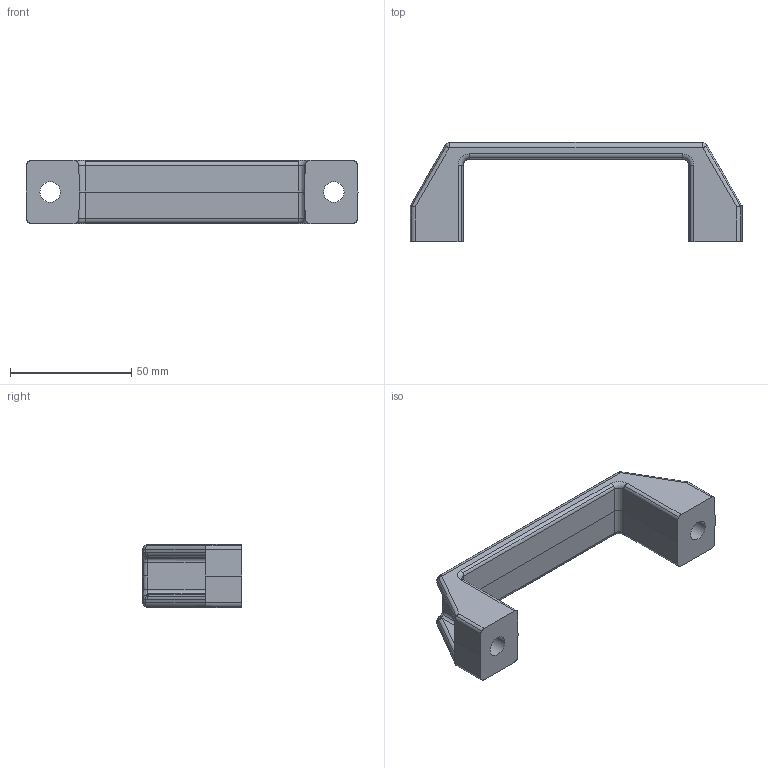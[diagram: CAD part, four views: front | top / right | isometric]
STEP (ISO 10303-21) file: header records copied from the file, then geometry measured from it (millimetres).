
FILE_DESCRIPTION(('STEP AP214'),'1');
FILE_NAME(' ',' ',('TraceParts'),('TraceParts S.A.'),'XStep 1.0',' ',' ');
FILE_SCHEMA(('automotive_design'));
Length unit declared in the file: millimetre
Products named in the file (1): 1
Bounding box: 137 x 41 x 26 mm (x, y, z)
Volume: 40701.5 mm3; surface area: 15764.2 mm2
Topology: 1 solids, 1 shells, 122 faces, 302 edges, 184 vertices
Faces by surface type: cylinder 64, plane 30, bspline 12, cone 8, torus 8
Entity records: 4617 total; most frequent: CARTESIAN_POINT 1631, DIRECTION 670, ORIENTED_EDGE 604, EDGE_CURVE 302, AXIS2_PLACEMENT_3D 265, VERTEX_POINT 184, LINE 140, VECTOR 140
